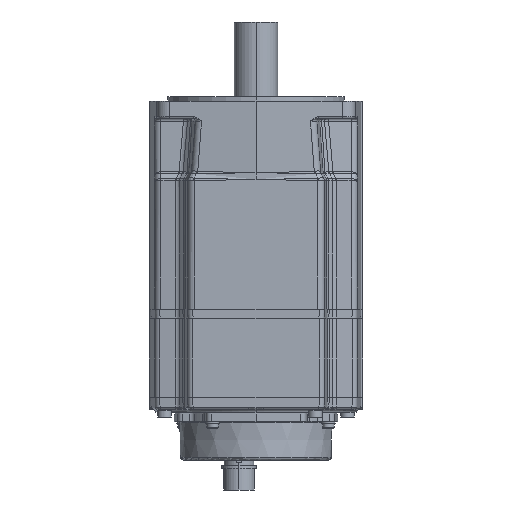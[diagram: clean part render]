
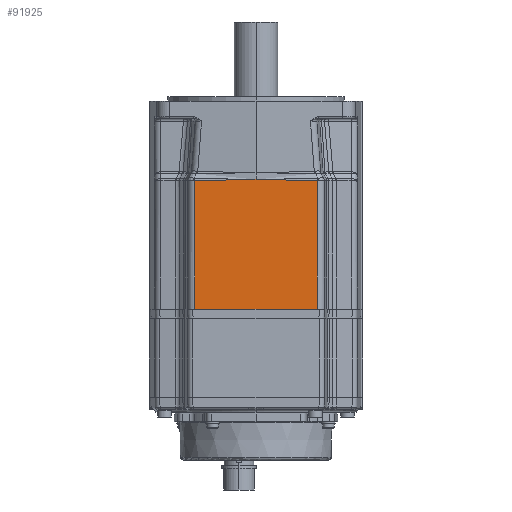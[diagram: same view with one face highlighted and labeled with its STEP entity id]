
A CAD part, front view. The second image highlights one B-rep face of the part: STEP entity #91925.
In plain terms, the highlighted planar face has unit normal (0, -1, 0).
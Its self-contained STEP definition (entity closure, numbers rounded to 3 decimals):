
#34864=DIRECTION('',(0.,0.,1.));
#34865=VECTOR('',#34864,94.465);
#34866=CARTESIAN_POINT('',(45.147,-77.5,0.));
#34867=LINE('',#34866,#34865);
#35644=CARTESIAN_POINT('',(45.147,-77.5,94.465));
#35645=CARTESIAN_POINT('',(40.69,-77.5,94.536));
#35646=CARTESIAN_POINT('',(31.403,-77.5,94.692));
#35647=CARTESIAN_POINT('',(16.294,-77.5,94.975));
#35648=CARTESIAN_POINT('',(5.549,-77.5,95.19));
#35649=CARTESIAN_POINT('',(0.,-77.5,95.3));
#35669=CARTESIAN_POINT('',(-45.147,-77.5,
94.465));
#35693=DIRECTION('',(0.,0.,-1.));
#35694=VECTOR('',#35693,94.465);
#35695=CARTESIAN_POINT('',(-45.147,-77.5,
94.465));
#35696=LINE('',#35695,#35694);
#36613=DIRECTION('',(1.,0.,0.));
#36614=VECTOR('',#36613,90.294);
#36615=CARTESIAN_POINT('',(-45.147,-77.5,0.));
#36616=LINE('',#36615,#36614);
#36617=CARTESIAN_POINT('',(0.,-77.5,95.3));
#36618=CARTESIAN_POINT('',(-5.549,-77.5,95.19));
#36619=CARTESIAN_POINT('',(-16.294,-77.5,
94.975));
#36620=CARTESIAN_POINT('',(-31.403,-77.5,
94.692));
#36621=CARTESIAN_POINT('',(-40.69,-77.5,
94.536));
#36622=CARTESIAN_POINT('',(-45.147,-77.5,
94.465));
#44446=VERTEX_POINT('',#35669);
#44448=VERTEX_POINT('',#36617);
#44450=VERTEX_POINT('',#35644);
#44711=CARTESIAN_POINT('',(-45.147,-77.5,0.));
#44712=CARTESIAN_POINT('',(45.147,-77.5,0.));
#44713=VERTEX_POINT('',#44711);
#44714=VERTEX_POINT('',#44712);
#91912=CARTESIAN_POINT('',(-77.5,-77.5,154.8));
#91913=DIRECTION('',(0.,-1.,0.));
#91914=DIRECTION('',(1.,0.,0.));
#91915=AXIS2_PLACEMENT_3D('',#91912,#91913,#91914);
#91916=PLANE('',#91915);
#91917=ORIENTED_EDGE('',*,*,#89330,.F.);
#91918=ORIENTED_EDGE('',*,*,#90563,.F.);
#91920=ORIENTED_EDGE('',*,*,#91919,.F.);
#91921=ORIENTED_EDGE('',*,*,#90446,.F.);
#91922=ORIENTED_EDGE('',*,*,#89309,.F.);
#91923=EDGE_LOOP('',(#91917,#91918,#91920,#91921,#91922));
#91924=FACE_OUTER_BOUND('',#91923,.F.);
#91925=ADVANCED_FACE('',(#91924),#91916,.T.);
#35650=B_SPLINE_CURVE_WITH_KNOTS('',3,(#35644,#35645,#35646,#35647,#35648,
#35649),.UNSPECIFIED.,.F.,.F.,(4,1,1,4),(0.,0.333,
0.667,1.),.UNSPECIFIED.);
#36623=B_SPLINE_CURVE_WITH_KNOTS('',3,(#36617,#36618,#36619,#36620,#36621,
#36622),.UNSPECIFIED.,.F.,.F.,(4,1,1,4),(0.,0.333,
0.667,1.),.UNSPECIFIED.);
#89309=EDGE_CURVE('',#44714,#44450,#34867,.T.);
#89330=EDGE_CURVE('',#44713,#44714,#36616,.T.);
#90446=EDGE_CURVE('',#44450,#44448,#35650,.T.);
#90563=EDGE_CURVE('',#44446,#44713,#35696,.T.);
#91919=EDGE_CURVE('',#44448,#44446,#36623,.T.);
